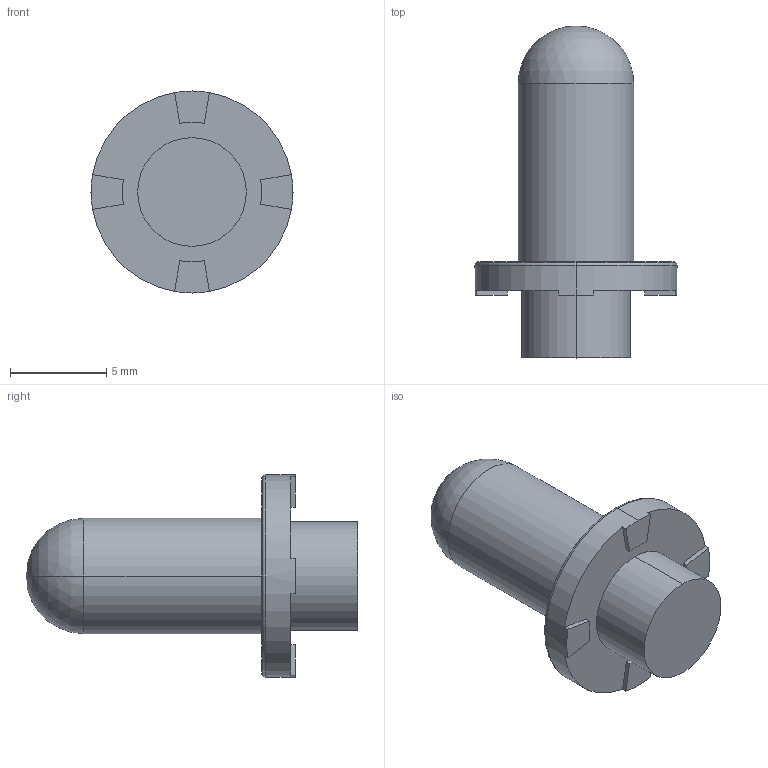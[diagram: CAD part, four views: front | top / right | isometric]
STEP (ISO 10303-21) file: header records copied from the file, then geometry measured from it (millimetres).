
FILE_DESCRIPTION((''),'2;1');
FILE_NAME('2032630126','2020-03-16T',('gga'),(''),'PRO/ENGINEER BY PARAMETRIC TECHNOLOGY CORPORATION, 2016010','PRO/ENGINEER BY PARAMETRIC TECHNOLOGY CORPORATION, 2016010','');
FILE_SCHEMA(('CONFIG_CONTROL_DESIGN'));
Length unit declared in the file: millimetre
Products named in the file (1): 2032630126
Bounding box: 10.5 x 17.25 x 10.5 mm (x, y, z)
Volume: 538 mm3; surface area: 490.9 mm2
Topology: 1 solids, 1 shells, 31 faces, 83 edges, 55 vertices
Faces by surface type: plane 15, cylinder 10, torus 4, sphere 2
Entity records: 1020 total; most frequent: DIRECTION 187, CARTESIAN_POINT 166, ORIENTED_EDGE 160, EDGE_CURVE 80, AXIS2_PLACEMENT_3D 74, VERTEX_POINT 53, CIRCLE 42, VECTOR 39
